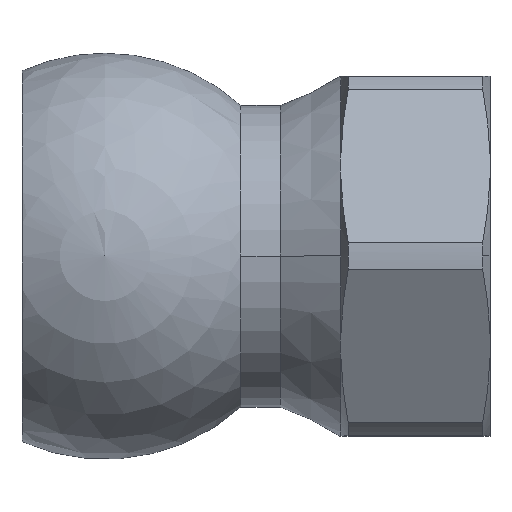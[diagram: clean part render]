
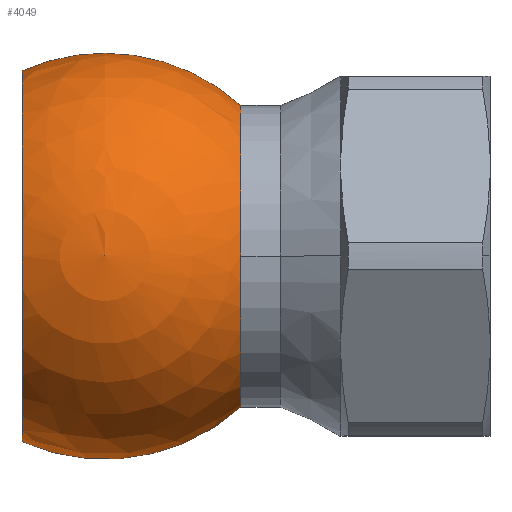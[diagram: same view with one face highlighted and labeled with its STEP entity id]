
A CAD part, top view. The second image highlights one B-rep face of the part: STEP entity #4049.
In plain terms, the highlighted spherical face has radius 10.757 mm.
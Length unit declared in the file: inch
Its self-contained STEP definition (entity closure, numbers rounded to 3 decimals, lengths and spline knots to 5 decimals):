
#1 = VERTEX_POINT ( 'NONE', #862 ) ;
#2 = EDGE_CURVE ( 'NONE', #4087, #1, #861, .T. ) ;
#3 = ORIENTED_EDGE ( 'NONE', *, *, #2, .F. ) ;
#6 = EDGE_CURVE ( 'NONE', #8, #1, #852, .T. ) ;
#7 = EDGE_CURVE ( 'NONE', #11, #8, #847, .T. ) ;
#8 = VERTEX_POINT ( 'NONE', #842 ) ;
#9 = ORIENTED_EDGE ( 'NONE', *, *, #6, .T. ) ;
#10 = ORIENTED_EDGE ( 'NONE', *, *, #7, .T. ) ;
#11 = VERTEX_POINT ( 'NONE', #841 ) ;
#841 = CARTESIAN_POINT ( 'NONE',  ( -0.976, 0.38675, 0. ) ) ;
#842 = CARTESIAN_POINT ( 'NONE',  ( -0.976, -0.38675, 0. ) ) ;
#843 = DIRECTION ( 'NONE',  ( 0., 0., -1. ) ) ;
#844 = DIRECTION ( 'NONE',  ( 1., 0., 0. ) ) ;
#845 = CARTESIAN_POINT ( 'NONE',  ( -0.976, 0., 0. ) ) ;
#846 = AXIS2_PLACEMENT_3D ( 'NONE', #845, #844, #843 ) ;
#847 = CIRCLE ( 'NONE', #846, 0.38675 ) ;
#848 = DIRECTION ( 'NONE',  ( 0., -1., 0. ) ) ;
#849 = DIRECTION ( 'NONE',  ( 0., 0., 1. ) ) ;
#850 = CARTESIAN_POINT ( 'NONE',  ( -0.80344, 0., 0. ) ) ;
#851 = AXIS2_PLACEMENT_3D ( 'NONE', #850, #849, #848 ) ;
#852 = CIRCLE ( 'NONE', #851, 0.4235 ) ;
#857 = DIRECTION ( 'NONE',  ( 0., 0., -1. ) ) ;
#858 = DIRECTION ( 'NONE',  ( 1., 0., 0. ) ) ;
#859 = CARTESIAN_POINT ( 'NONE',  ( -0.51982, 0., 0. ) ) ;
#860 = AXIS2_PLACEMENT_3D ( 'NONE', #859, #858, #857 ) ;
#861 = CIRCLE ( 'NONE', #860, 0.3145 ) ;
#862 = CARTESIAN_POINT ( 'NONE',  ( -0.51982, -0.3145, 0. ) ) ;
#3854 = DIRECTION ( 'NONE',  ( 0., 1., 0. ) ) ;
#3855 = DIRECTION ( 'NONE',  ( 0., 0., 1. ) ) ;
#3856 = CARTESIAN_POINT ( 'NONE',  ( -0.80344, 0., 0. ) ) ;
#3857 = AXIS2_PLACEMENT_3D ( 'NONE', #3856, #3855, #3854 ) ;
#3858 = SPHERICAL_SURFACE ( 'NONE', #3857, 0.4235 ) ;
#3863 = FACE_OUTER_BOUND ( 'NONE', #4048, .T. ) ;
#3907 = CARTESIAN_POINT ( 'NONE',  ( -0.51982, 0., 0.3145 ) ) ;
#3932 = DIRECTION ( 'NONE',  ( 0., 0., -1. ) ) ;
#3933 = DIRECTION ( 'NONE',  ( 1., 0., 0. ) ) ;
#3934 = CARTESIAN_POINT ( 'NONE',  ( -0.51982, 0., 0. ) ) ;
#3935 = AXIS2_PLACEMENT_3D ( 'NONE', #3934, #3933, #3932 ) ;
#3936 = CIRCLE ( 'NONE', #3935, 0.3145 ) ;
#3937 = DIRECTION ( 'NONE',  ( -1., 0., 0. ) ) ;
#3938 = DIRECTION ( 'NONE',  ( 0., 0., -1. ) ) ;
#3939 = CARTESIAN_POINT ( 'NONE',  ( -0.80344, 0., 0. ) ) ;
#3940 = AXIS2_PLACEMENT_3D ( 'NONE', #3939, #3938, #3937 ) ;
#3941 = CIRCLE ( 'NONE', #3940, 0.4235 ) ;
#3942 = CARTESIAN_POINT ( 'NONE',  ( -0.51982, 0.3145, 0. ) ) ;
#4048 = EDGE_LOOP ( 'NONE', ( #10, #9, #3, #4088, #4090 ) ) ;
#4049 = ADVANCED_FACE ( 'NONE', ( #3863 ), #3858, .T. ) ;
#4087 = VERTEX_POINT ( 'NONE', #3907 ) ;
#4088 = ORIENTED_EDGE ( 'NONE', *, *, #4092, .F. ) ;
#4089 = VERTEX_POINT ( 'NONE', #3942 ) ;
#4090 = ORIENTED_EDGE ( 'NONE', *, *, #4091, .F. ) ;
#4091 = EDGE_CURVE ( 'NONE', #11, #4089, #3941, .T. ) ;
#4092 = EDGE_CURVE ( 'NONE', #4089, #4087, #3936, .T. ) ;
